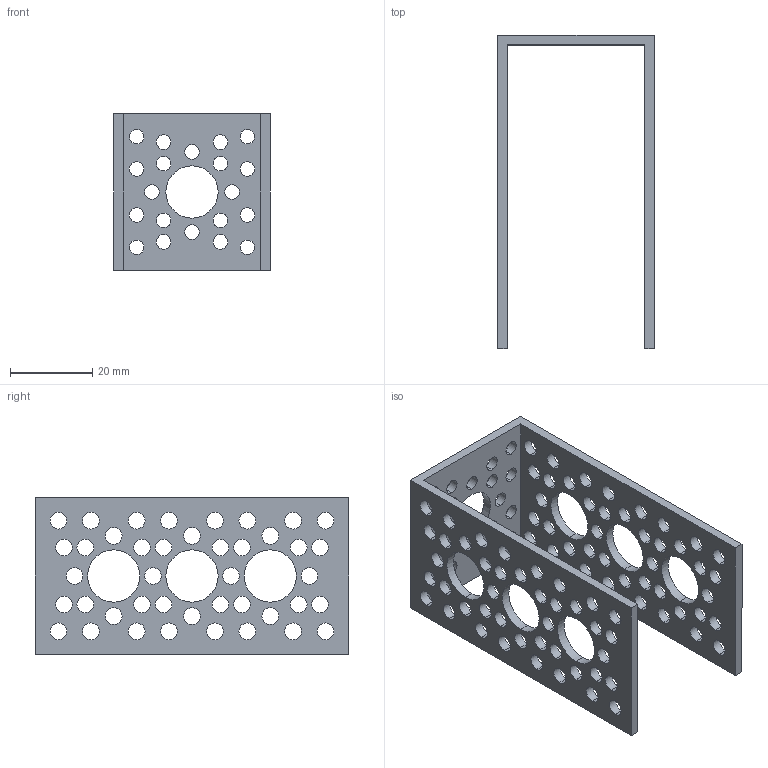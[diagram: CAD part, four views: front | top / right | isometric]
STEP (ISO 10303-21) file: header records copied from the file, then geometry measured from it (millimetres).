
FILE_DESCRIPTION (( 'STEP AP203' ), '1' );
FILE_NAME ('585484.STEP', '2014-07-15T14:08:25', ( 'Kyle' ), ( 'Microsoft' ), 'SwSTEP 2.0', 'SolidWorks 2014', '' );
FILE_SCHEMA (( 'CONFIG_CONTROL_DESIGN' ));
Length unit declared in the file: inch
Products named in the file (1): 585484
Bounding box: 38.1 x 76.2 x 38.1 mm (x, y, z)
Volume: 11213.6 mm3; surface area: 14437 mm2
Topology: 1 solids, 1 shells, 232 faces, 690 edges, 460 vertices
Faces by surface type: cylinder 222, plane 10
Entity records: 8581 total; most frequent: DIRECTION 1600, CARTESIAN_POINT 1383, ORIENTED_EDGE 1380, EDGE_CURVE 690, AXIS2_PLACEMENT_3D 677, VERTEX_POINT 460, EDGE_LOOP 454, CIRCLE 444
